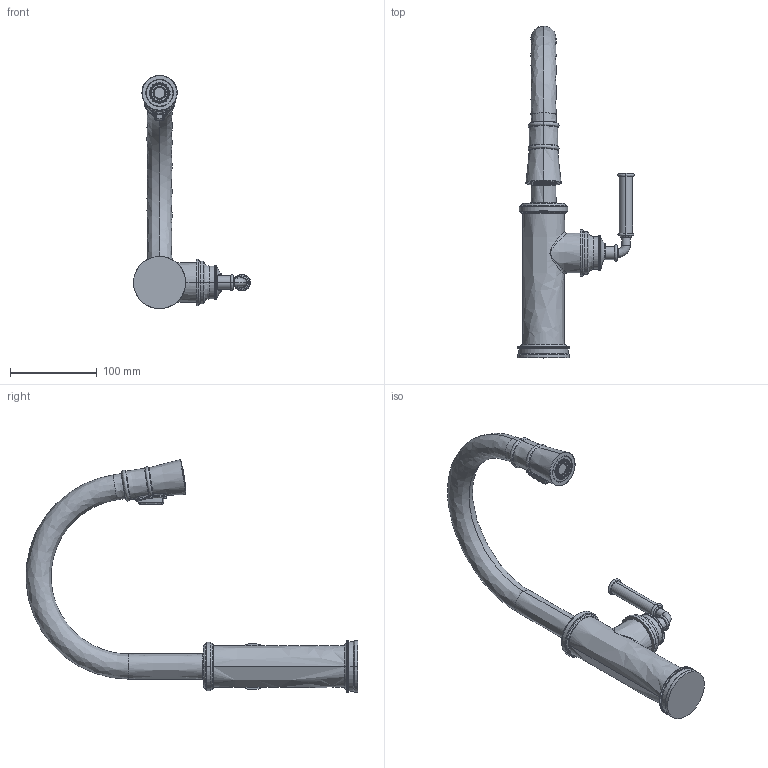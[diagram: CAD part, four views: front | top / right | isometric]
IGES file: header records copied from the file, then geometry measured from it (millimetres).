
Start section:  PTC IGES file: 2940-5223.igs
Global section: file name: 2940-5223.igs; native system: Creo Parametric by PTC Inc.; preprocessor: 2018400; author: jinson.thomas; organization: Unknown; date: 20210701.153020; units: inch
Bounding box: 134.28 x 381.49 x 267.88 mm (x, y, z)
Volume: 770843.4 mm3; surface area: 95348.1 mm2
Topology: 1 solids, 1 shells, 1004 faces, 2688 edges, 1739 vertices
Faces by surface type: bspline 552, revolution 452
